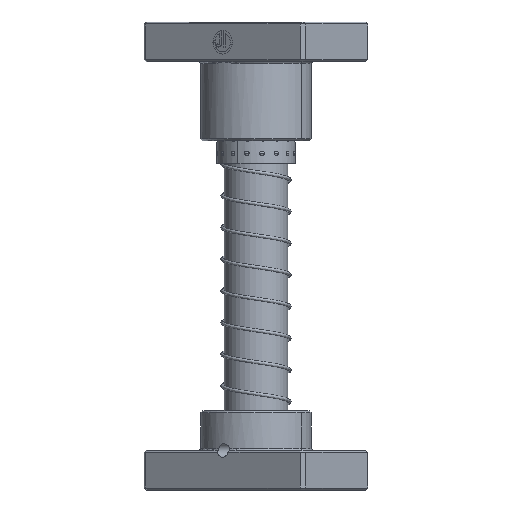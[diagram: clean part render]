
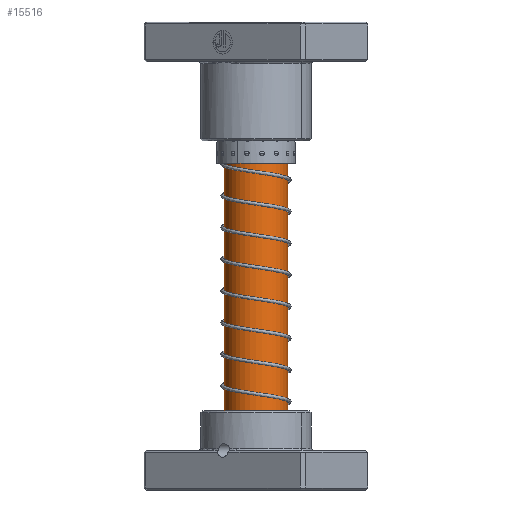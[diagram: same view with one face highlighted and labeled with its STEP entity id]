
A CAD part, front view. The second image highlights one B-rep face of the part: STEP entity #15516.
In plain terms, the highlighted cylindrical face has radius 16 mm (diameter 32 mm), a partial arc.
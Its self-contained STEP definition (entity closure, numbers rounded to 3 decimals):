
#1412 = CARTESIAN_POINT ( 'NONE',  ( 16., 0., 24.25 ) ) ;
#1913 = EDGE_CURVE ( 'NONE', #4046, #29632, #30790, .T. ) ;
#2042 = VECTOR ( 'NONE', #28646, 1000. ) ;
#3687 = ORIENTED_EDGE ( 'NONE', *, *, #1913, .T. ) ;
#4046 = VERTEX_POINT ( 'NONE', #7357 ) ;
#7357 = CARTESIAN_POINT ( 'NONE',  ( -16., 0., 197. ) ) ;
#8073 = CARTESIAN_POINT ( 'NONE',  ( 0., 0., 197. ) ) ;
#8521 = CARTESIAN_POINT ( 'NONE',  ( -16., 0., 24.25 ) ) ;
#8918 = EDGE_CURVE ( 'NONE', #24392, #4046, #9572, .T. ) ;
#9572 = CIRCLE ( 'NONE', #32722, 16. ) ;
#11408 = DIRECTION ( 'NONE',  ( 1., 0., 0. ) ) ;
#12212 = CARTESIAN_POINT ( 'NONE',  ( 0., 0., 200. ) ) ;
#13013 = CYLINDRICAL_SURFACE ( 'NONE', #35525, 16. ) ;
#14201 = CIRCLE ( 'NONE', #17940, 16. ) ;
#15516 = ADVANCED_FACE ( 'NONE', ( #31651 ), #13013, .T. ) ;
#16023 = EDGE_CURVE ( 'NONE', #24392, #22182, #37262, .T. ) ;
#16305 = DIRECTION ( 'NONE',  ( 0., 0., -1. ) ) ;
#17940 = AXIS2_PLACEMENT_3D ( 'NONE', #36097, #16305, #39386 ) ;
#18843 = DIRECTION ( 'NONE',  ( 0., 0., -1. ) ) ;
#19739 = DIRECTION ( 'NONE',  ( 0., 0., -1. ) ) ;
#21954 = VECTOR ( 'NONE', #19739, 1000. ) ;
#22182 = VERTEX_POINT ( 'NONE', #1412 ) ;
#22499 = CARTESIAN_POINT ( 'NONE',  ( -16., 0., 200. ) ) ;
#23673 = EDGE_LOOP ( 'NONE', ( #28573, #39622, #3687, #27573 ) ) ;
#24392 = VERTEX_POINT ( 'NONE', #39194 ) ;
#27573 = ORIENTED_EDGE ( 'NONE', *, *, #33227, .F. ) ;
#28573 = ORIENTED_EDGE ( 'NONE', *, *, #16023, .F. ) ;
#28646 = DIRECTION ( 'NONE',  ( 0., 0., -1. ) ) ;
#29632 = VERTEX_POINT ( 'NONE', #8521 ) ;
#30790 = LINE ( 'NONE', #22499, #21954 ) ;
#31249 = DIRECTION ( 'NONE',  ( 0., 0., -1. ) ) ;
#31651 = FACE_OUTER_BOUND ( 'NONE', #23673, .T. ) ;
#32722 = AXIS2_PLACEMENT_3D ( 'NONE', #8073, #31249, #11408 ) ;
#33227 = EDGE_CURVE ( 'NONE', #22182, #29632, #14201, .T. ) ;
#35525 = AXIS2_PLACEMENT_3D ( 'NONE', #12212, #18843, #41639 ) ;
#36097 = CARTESIAN_POINT ( 'NONE',  ( 0., 0., 24.25 ) ) ;
#37262 = LINE ( 'NONE', #41983, #2042 ) ;
#39194 = CARTESIAN_POINT ( 'NONE',  ( 16., 0., 197. ) ) ;
#39386 = DIRECTION ( 'NONE',  ( -1., 0., 0. ) ) ;
#39622 = ORIENTED_EDGE ( 'NONE', *, *, #8918, .T. ) ;
#41639 = DIRECTION ( 'NONE',  ( -1., 0., 0. ) ) ;
#41983 = CARTESIAN_POINT ( 'NONE',  ( 16., 0., 200. ) ) ;
